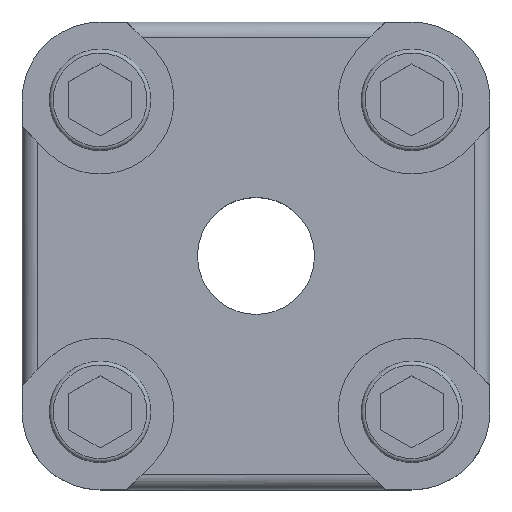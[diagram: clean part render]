
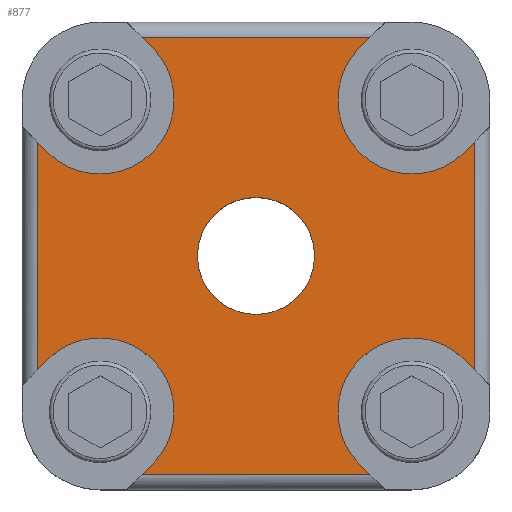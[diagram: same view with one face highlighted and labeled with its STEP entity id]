
A CAD part, top view. The second image highlights one B-rep face of the part: STEP entity #877.
In plain terms, the highlighted planar face has unit normal (0, 0, 1).
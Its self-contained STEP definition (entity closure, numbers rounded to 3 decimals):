
#56=PLANE('',#969);
#96=CIRCLE('',#970,7.5);
#97=CIRCLE('',#971,9.5);
#98=CIRCLE('',#972,9.5);
#99=CIRCLE('',#973,9.5);
#100=CIRCLE('',#974,9.5);
#168=ORIENTED_EDGE('',*,*,#396,.F.);
#169=ORIENTED_EDGE('',*,*,#397,.F.);
#170=ORIENTED_EDGE('',*,*,#398,.F.);
#171=ORIENTED_EDGE('',*,*,#399,.T.);
#172=ORIENTED_EDGE('',*,*,#400,.F.);
#173=ORIENTED_EDGE('',*,*,#401,.F.);
#174=ORIENTED_EDGE('',*,*,#402,.F.);
#175=ORIENTED_EDGE('',*,*,#403,.T.);
#176=ORIENTED_EDGE('',*,*,#404,.F.);
#177=ORIENTED_EDGE('',*,*,#405,.F.);
#178=ORIENTED_EDGE('',*,*,#406,.F.);
#179=ORIENTED_EDGE('',*,*,#407,.T.);
#180=ORIENTED_EDGE('',*,*,#408,.F.);
#181=ORIENTED_EDGE('',*,*,#409,.F.);
#182=ORIENTED_EDGE('',*,*,#410,.F.);
#183=ORIENTED_EDGE('',*,*,#411,.T.);
#184=ORIENTED_EDGE('',*,*,#412,.F.);
#396=EDGE_CURVE('',#506,#506,#96,.T.);
#397=EDGE_CURVE('',#507,#508,#97,.T.);
#398=EDGE_CURVE('',#509,#507,#582,.T.);
#399=EDGE_CURVE('',#509,#510,#583,.F.);
#400=EDGE_CURVE('',#511,#510,#584,.T.);
#401=EDGE_CURVE('',#512,#511,#98,.T.);
#402=EDGE_CURVE('',#513,#512,#585,.T.);
#403=EDGE_CURVE('',#513,#514,#586,.F.);
#404=EDGE_CURVE('',#515,#514,#587,.T.);
#405=EDGE_CURVE('',#516,#515,#99,.T.);
#406=EDGE_CURVE('',#517,#516,#588,.T.);
#407=EDGE_CURVE('',#517,#518,#589,.F.);
#408=EDGE_CURVE('',#519,#518,#590,.T.);
#409=EDGE_CURVE('',#520,#519,#100,.T.);
#410=EDGE_CURVE('',#521,#520,#591,.T.);
#411=EDGE_CURVE('',#521,#522,#592,.F.);
#412=EDGE_CURVE('',#508,#522,#593,.T.);
#506=VERTEX_POINT('',#1406);
#507=VERTEX_POINT('',#1408);
#508=VERTEX_POINT('',#1409);
#509=VERTEX_POINT('',#1411);
#510=VERTEX_POINT('',#1413);
#511=VERTEX_POINT('',#1415);
#512=VERTEX_POINT('',#1417);
#513=VERTEX_POINT('',#1419);
#514=VERTEX_POINT('',#1421);
#515=VERTEX_POINT('',#1423);
#516=VERTEX_POINT('',#1425);
#517=VERTEX_POINT('',#1427);
#518=VERTEX_POINT('',#1429);
#519=VERTEX_POINT('',#1431);
#520=VERTEX_POINT('',#1433);
#521=VERTEX_POINT('',#1435);
#522=VERTEX_POINT('',#1437);
#582=LINE('',#1410,#660);
#583=LINE('',#1412,#661);
#584=LINE('',#1414,#662);
#585=LINE('',#1418,#663);
#586=LINE('',#1420,#664);
#587=LINE('',#1422,#665);
#588=LINE('',#1426,#666);
#589=LINE('',#1428,#667);
#590=LINE('',#1430,#668);
#591=LINE('',#1434,#669);
#592=LINE('',#1436,#670);
#593=LINE('',#1438,#671);
#660=VECTOR('',#1131,1000.);
#661=VECTOR('',#1132,1000.);
#662=VECTOR('',#1133,1000.);
#663=VECTOR('',#1136,1000.);
#664=VECTOR('',#1137,1000.);
#665=VECTOR('',#1138,1000.);
#666=VECTOR('',#1141,1000.);
#667=VECTOR('',#1142,1000.);
#668=VECTOR('',#1143,1000.);
#669=VECTOR('',#1146,1000.);
#670=VECTOR('',#1147,1000.);
#671=VECTOR('',#1148,1000.);
#722=EDGE_LOOP('',(#168));
#723=EDGE_LOOP('',(#169,#170,#171,#172,#173,#174,#175,#176,#177,#178,#179,
#180,#181,#182,#183,#184));
#792=FACE_BOUND('',#722,.T.);
#793=FACE_BOUND('',#723,.T.);
#877=ADVANCED_FACE('',(#792,#793),#56,.F.);
#969=AXIS2_PLACEMENT_3D('',#1404,#1125,#1126);
#970=AXIS2_PLACEMENT_3D('',#1405,#1127,#1128);
#971=AXIS2_PLACEMENT_3D('',#1407,#1129,#1130);
#972=AXIS2_PLACEMENT_3D('',#1416,#1134,#1135);
#973=AXIS2_PLACEMENT_3D('',#1424,#1139,#1140);
#974=AXIS2_PLACEMENT_3D('',#1432,#1144,#1145);
#1125=DIRECTION('',(0.,0.,-1.));
#1126=DIRECTION('',(-1.,0.,0.));
#1127=DIRECTION('',(0.,0.,1.));
#1128=DIRECTION('',(1.,0.,0.));
#1129=DIRECTION('',(0.,0.,1.));
#1130=DIRECTION('',(-1.,0.,0.));
#1131=DIRECTION('',(0.707,0.707,0.));
#1132=DIRECTION('',(-1.,0.,0.));
#1133=DIRECTION('',(0.707,-0.707,0.));
#1134=DIRECTION('',(0.,0.,1.));
#1135=DIRECTION('',(1.,0.,0.));
#1136=DIRECTION('',(-0.707,0.707,0.));
#1137=DIRECTION('',(0.,-1.,0.));
#1138=DIRECTION('',(0.707,0.707,0.));
#1139=DIRECTION('',(0.,0.,1.));
#1140=DIRECTION('',(1.,0.,0.));
#1141=DIRECTION('',(-0.707,-0.707,0.));
#1142=DIRECTION('',(1.,0.,0.));
#1143=DIRECTION('',(-0.707,0.707,0.));
#1144=DIRECTION('',(0.,0.,1.));
#1145=DIRECTION('',(-1.,0.,0.));
#1146=DIRECTION('',(0.707,-0.707,0.));
#1147=DIRECTION('',(0.,1.,0.));
#1148=DIRECTION('',(-0.707,-0.707,0.));
#1404=CARTESIAN_POINT('',(-20.,20.,10.));
#1405=CARTESIAN_POINT('',(0.,0.,10.));
#1406=CARTESIAN_POINT('',(7.5,0.,10.));
#1407=CARTESIAN_POINT('',(-20.,-20.,10.));
#1408=CARTESIAN_POINT('',(-13.282,-26.718,10.));
#1409=CARTESIAN_POINT('',(-26.718,-13.282,10.));
#1410=CARTESIAN_POINT('',(-16.565,-30.,10.));
#1411=CARTESIAN_POINT('',(-14.565,-28.,10.));
#1412=CARTESIAN_POINT('',(20.,-28.,10.));
#1413=CARTESIAN_POINT('',(14.565,-28.,10.));
#1414=CARTESIAN_POINT('',(13.282,-26.718,10.));
#1415=CARTESIAN_POINT('',(13.282,-26.718,10.));
#1416=CARTESIAN_POINT('',(20.,-20.,10.));
#1417=CARTESIAN_POINT('',(26.718,-13.282,10.));
#1418=CARTESIAN_POINT('',(30.,-16.565,10.));
#1419=CARTESIAN_POINT('',(28.,-14.565,10.));
#1420=CARTESIAN_POINT('',(28.,20.,10.));
#1421=CARTESIAN_POINT('',(28.,14.565,10.));
#1422=CARTESIAN_POINT('',(26.718,13.282,10.));
#1423=CARTESIAN_POINT('',(26.718,13.282,10.));
#1424=CARTESIAN_POINT('',(20.,20.,10.));
#1425=CARTESIAN_POINT('',(13.282,26.718,10.));
#1426=CARTESIAN_POINT('',(16.565,30.,10.));
#1427=CARTESIAN_POINT('',(14.565,28.,10.));
#1428=CARTESIAN_POINT('',(-20.,28.,10.));
#1429=CARTESIAN_POINT('',(-14.565,28.,10.));
#1430=CARTESIAN_POINT('',(-13.282,26.718,10.));
#1431=CARTESIAN_POINT('',(-13.282,26.718,10.));
#1432=CARTESIAN_POINT('',(-20.,20.,10.));
#1433=CARTESIAN_POINT('',(-26.718,13.282,10.));
#1434=CARTESIAN_POINT('',(-30.,16.565,10.));
#1435=CARTESIAN_POINT('',(-28.,14.565,10.));
#1436=CARTESIAN_POINT('',(-28.,-20.,10.));
#1437=CARTESIAN_POINT('',(-28.,-14.565,10.));
#1438=CARTESIAN_POINT('',(-26.718,-13.282,10.));
